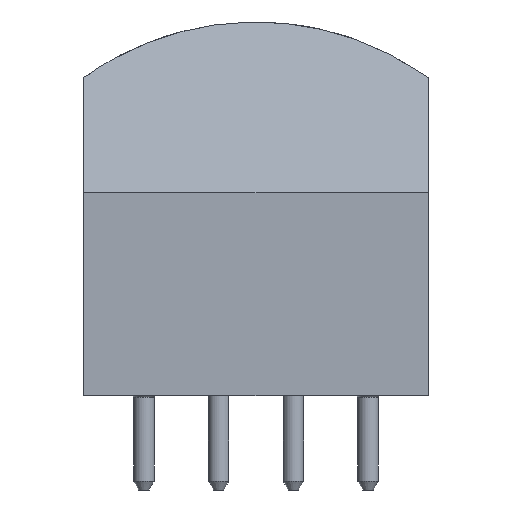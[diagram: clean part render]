
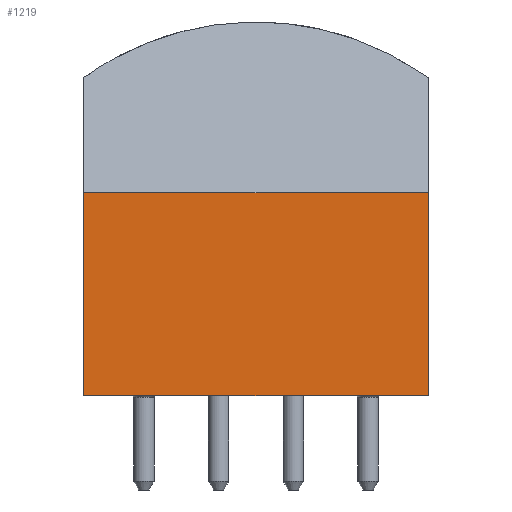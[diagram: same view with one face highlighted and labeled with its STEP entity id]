
A CAD part, left-side view. The second image highlights one B-rep face of the part: STEP entity #1219.
In plain terms, the highlighted planar face has unit normal (-1, 0, 0).
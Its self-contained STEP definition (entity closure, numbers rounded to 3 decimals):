
#114=PLANE('',#1406);
#187=FACE_OUTER_BOUND('',#279,.T.);
#279=EDGE_LOOP('',(#1063,#1064,#1065,#1066));
#424=LINE('',#2213,#484);
#427=LINE('',#2219,#487);
#429=LINE('',#2222,#489);
#430=LINE('',#2224,#490);
#484=VECTOR('',#1794,10.);
#487=VECTOR('',#1799,10.);
#489=VECTOR('',#1803,10.);
#490=VECTOR('',#1806,10.);
#596=VERTEX_POINT('',#2210);
#597=VERTEX_POINT('',#2212);
#598=VERTEX_POINT('',#2216);
#599=VERTEX_POINT('',#2218);
#749=EDGE_CURVE('',#597,#596,#424,.T.);
#752=EDGE_CURVE('',#599,#598,#427,.T.);
#754=EDGE_CURVE('',#596,#599,#429,.T.);
#755=EDGE_CURVE('',#598,#597,#430,.T.);
#1063=ORIENTED_EDGE('',*,*,#749,.T.);
#1064=ORIENTED_EDGE('',*,*,#754,.T.);
#1065=ORIENTED_EDGE('',*,*,#752,.T.);
#1066=ORIENTED_EDGE('',*,*,#755,.T.);
#1219=ADVANCED_FACE('',(#187),#114,.T.);
#1406=AXIS2_PLACEMENT_3D('',#2225,#1807,#1808);
#1794=DIRECTION('',(0.,0.,1.));
#1799=DIRECTION('',(0.,0.,-1.));
#1803=DIRECTION('',(0.,1.,0.));
#1806=DIRECTION('',(0.,-1.,0.));
#1807=DIRECTION('center_axis',(-1.,0.,0.));
#1808=DIRECTION('ref_axis',(0.,0.,
1.));
#2210=CARTESIAN_POINT('',(-6.64,-5.85,6.9));
#2212=CARTESIAN_POINT('',(-6.64,-5.85,0.));
#2213=CARTESIAN_POINT('',(-6.64,-5.85,6.9));
#2216=CARTESIAN_POINT('',(-6.64,5.85,0.));
#2218=CARTESIAN_POINT('',(-6.64,5.85,6.9));
#2219=CARTESIAN_POINT('',(-6.64,5.85,6.9));
#2222=CARTESIAN_POINT('',(-6.64,0.,6.9));
#2224=CARTESIAN_POINT('',(-6.64,0.,0.));
#2225=CARTESIAN_POINT('Origin',(-6.64,0.,0.));
